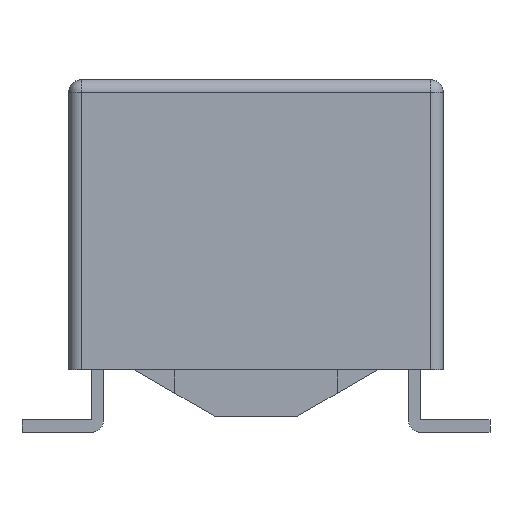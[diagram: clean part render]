
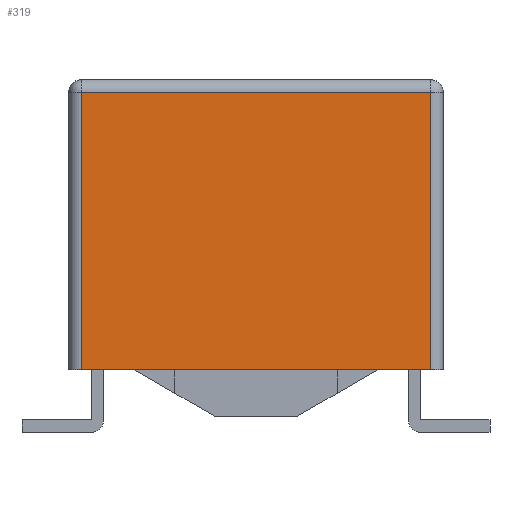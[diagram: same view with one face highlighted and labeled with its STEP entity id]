
A CAD part, left-side view. The second image highlights one B-rep face of the part: STEP entity #319.
In plain terms, the highlighted planar face has unit normal (-1, 0, 0).
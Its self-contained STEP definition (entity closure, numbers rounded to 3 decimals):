
#319=ADVANCED_FACE('',(#14089),#14091,.T.);
#14089=FACE_BOUND('',#14090,.T.);
#14090=EDGE_LOOP('',(#24901,#24902,#24903,#24904));
#14091=PLANE('',#14092);
#14092=AXIS2_PLACEMENT_3D('',#14093,#14094,#14095);
#14093=CARTESIAN_POINT('',(-5.,3.,1.));
#14094=DIRECTION('',(-1.,0.,0.));
#14095=DIRECTION('',(0.,-1.,0.));
#24901=ORIENTED_EDGE('',*,*,#33582,.F.);
#24902=ORIENTED_EDGE('',*,*,#33583,.F.);
#24903=ORIENTED_EDGE('',*,*,#33558,.T.);
#24904=ORIENTED_EDGE('',*,*,#33581,.T.);
#33558=EDGE_CURVE('',#37971,#37969,#37972,.T.);
#33581=EDGE_CURVE('',#37969,#38010,#38012,.T.);
#33582=EDGE_CURVE('',#38013,#38010,#38014,.T.);
#33583=EDGE_CURVE('',#37971,#38013,#38015,.T.);
#37969=VERTEX_POINT('',#45367);
#37971=VERTEX_POINT('',#45372);
#37972=LINE('',#45373,#45374);
#38010=VERTEX_POINT('',#45462);
#38012=LINE('',#45467,#45468);
#38013=VERTEX_POINT('',#45470);
#38014=LINE('',#45471,#45472);
#38015=LINE('',#45474,#45475);
#45367=CARTESIAN_POINT('',(-5.,-2.8,1.));
#45372=CARTESIAN_POINT('',(-5.,2.8,1.));
#45373=CARTESIAN_POINT('',(-5.,2.8,1.));
#45374=VECTOR('',#45375,1.);
#45375=DIRECTION('',(0.,-1.,0.));
#45462=CARTESIAN_POINT('',(-5.,-2.8,5.45));
#45467=CARTESIAN_POINT('',(-5.,-2.8,1.));
#45468=VECTOR('',#45469,1.);
#45469=DIRECTION('',(0.,0.,1.));
#45470=CARTESIAN_POINT('',(-5.,2.8,5.45));
#45471=CARTESIAN_POINT('',(-5.,2.8,5.45));
#45472=VECTOR('',#45473,1.);
#45473=DIRECTION('',(0.,-1.,0.));
#45474=CARTESIAN_POINT('',(-5.,2.8,1.));
#45475=VECTOR('',#45476,1.);
#45476=DIRECTION('',(0.,0.,1.));
